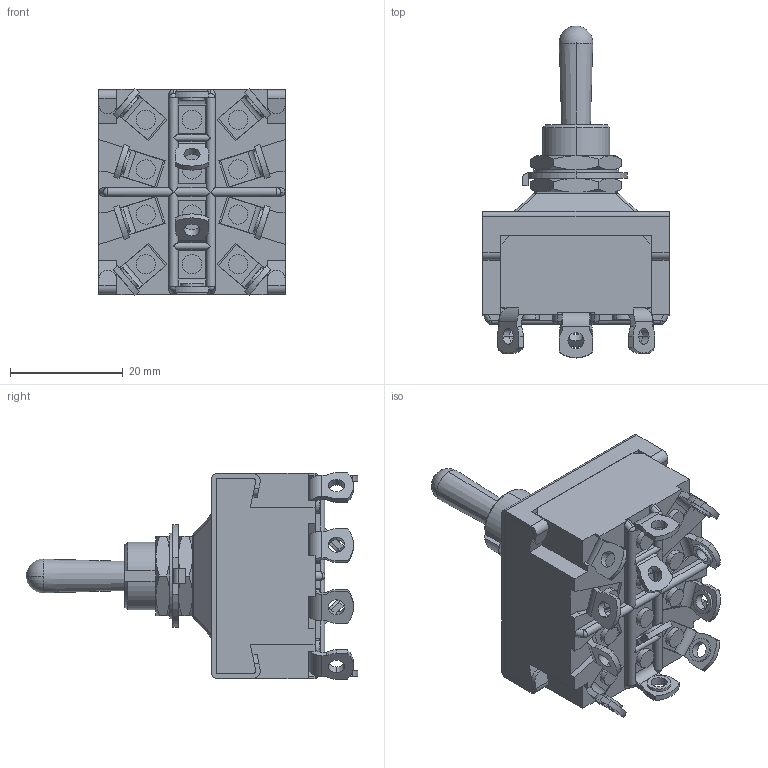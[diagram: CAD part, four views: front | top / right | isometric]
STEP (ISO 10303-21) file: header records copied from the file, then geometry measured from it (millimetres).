
FILE_DESCRIPTION (( 'STEP AP203' ), '1' );
FILE_NAME ('A4TP02.STEP', '2020-03-16T00:12:02', ( '' ), ( '' ), 'SwSTEP 2.0', 'SolidWorks 2018', '' );
FILE_SCHEMA (( 'CONFIG_CONTROL_DESIGN' ));
Length unit declared in the file: millimetre
Products named in the file (11): A4TP02; 忋慻 僗儕乕僽慻 昗弨僩僌儖3-4嬌 (A僔儕乕僘); 9802 0457 20(リング)model; 2抂巕 (3-4嬌)(A僔儕乕僘); 2端子 (Aシリーズ); 9801 0063 20(ナット)model; 僼儗乕儉3-4嬌僩僌儖 (A僔儕乕僘); 僗儕乕僽慻僩僌儖2-3-4嬌 (A僔儕乕僘); 壓慻 4嬌 2抂巕 (A僔儕乕僘); 働乕僗 3_4嬌 (A僔儕乕僘); 9803 0458 20(L儚僢僔儍乕)model
Assembly tree (21 placements, depth 3):
  A4TP02
    壓慻 4嬌 2抂巕 (A僔儕乕僘)
      働乕僗 3_4嬌 (A僔儕乕僘)
      2端子 (Aシリーズ)  x10
      2抂巕 (3-4嬌)(A僔儕乕僘)  x2
    忋慻 僗儕乕僽慻 昗弨僩僌儖3-4嬌 (A僔儕乕僘)
      僼儗乕儉3-4嬌僩僌儖 (A僔儕乕僘)
      僗儕乕僽慻僩僌儖2-3-4嬌 (A僔儕乕僘)
    9801 0063 20(ナット)model  x2
    9802 0457 20(リング)model
    9803 0458 20(L儚僢僔儍乕)model
Bounding box: 33 x 58.8 x 36.62 mm (x, y, z)
Volume: 24979.6 mm3; surface area: 13322.1 mm2
Topology: 19 solids, 19 shells, 667 faces, 1686 edges, 1095 vertices
Faces by surface type: plane 345, cylinder 273, cone 31, sphere 14, bspline 4
Entity records: 13635 total; most frequent: CARTESIAN_POINT 2406, DIRECTION 2076, ORIENTED_EDGE 2028, EDGE_CURVE 1014, AXIS2_PLACEMENT_3D 708, VECTOR 660, LINE 660, VERTEX_POINT 656
